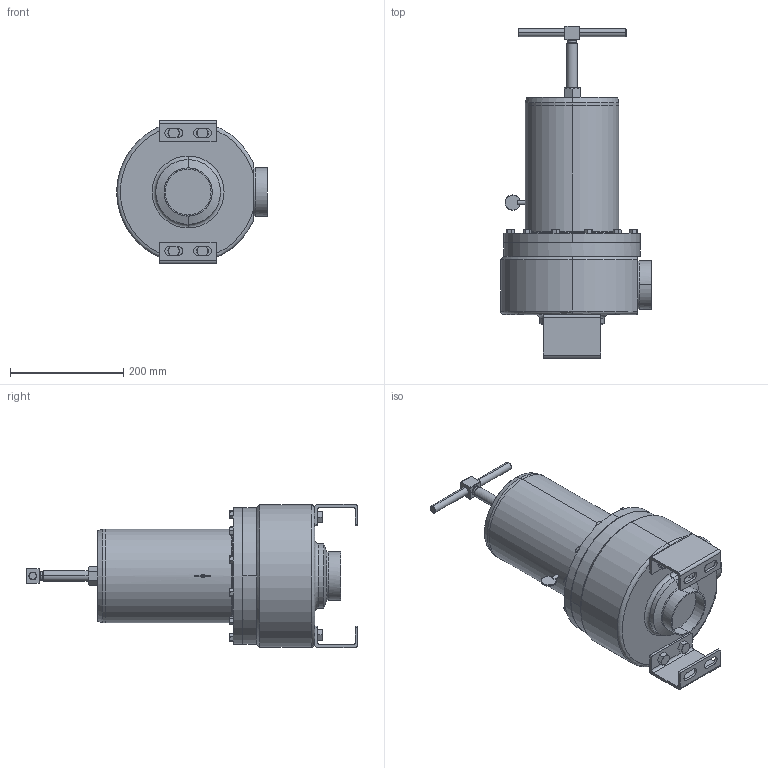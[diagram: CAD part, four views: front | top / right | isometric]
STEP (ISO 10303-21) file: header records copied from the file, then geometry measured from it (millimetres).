
FILE_DESCRIPTION (( 'STEP AP203' ), '1' );
FILE_NAME ('96DT-80.STEP', '2017-06-07T11:00:21', ( '' ), ( '' ), 'SwSTEP 2.0', 'SolidWorks 2014', '' );
FILE_SCHEMA (( 'CONFIG_CONTROL_DESIGN' ));
Length unit declared in the file: inch
Products named in the file (2): 96DT-80
Bounding box: 265.69 x 585.98 x 252.9 mm (x, y, z)
Volume: 12526294.6 mm3; surface area: 449798.5 mm2
Topology: 1 solids, 1 shells, 415 faces, 997 edges, 615 vertices
Faces by surface type: plane 177, cone 125, cylinder 96, torus 17
Entity records: 13276 total; most frequent: CARTESIAN_POINT 3619, ORIENTED_EDGE 1994, DIRECTION 1935, EDGE_CURVE 997, AXIS2_PLACEMENT_3D 759, VERTEX_POINT 615, EDGE_LOOP 478, VECTOR 417
